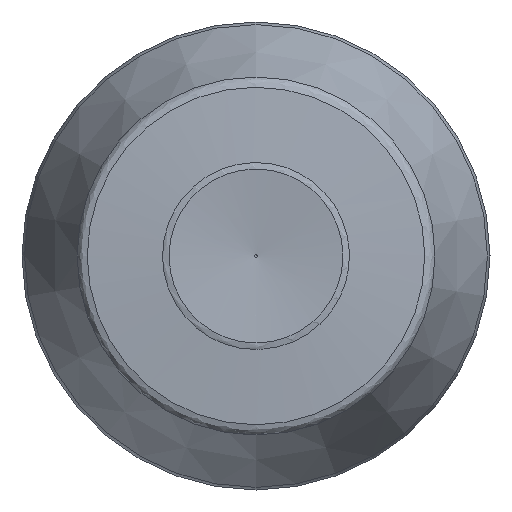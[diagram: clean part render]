
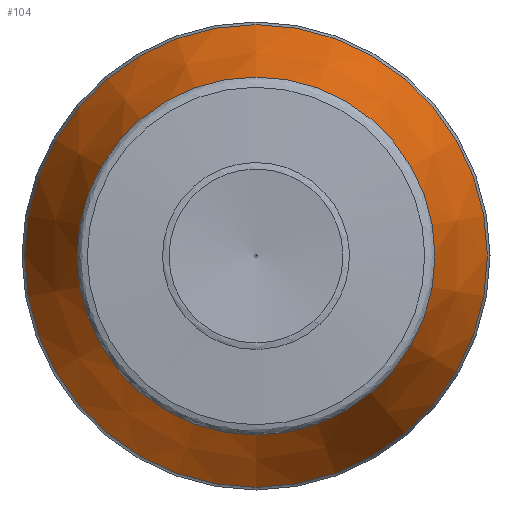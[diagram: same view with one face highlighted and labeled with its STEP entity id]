
A CAD part, left-side view. The second image highlights one B-rep face of the part: STEP entity #104.
In plain terms, the highlighted conical face has half-angle 20.556 degrees and reference radius 16.809 mm.
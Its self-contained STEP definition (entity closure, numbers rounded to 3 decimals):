
#82=CONICAL_SURFACE('',#420,16.809,20.556);
#104=ADVANCED_FACE('',(#156,#157),#82,.T.);
#156=FACE_BOUND('',#211,.T.);
#157=FACE_BOUND('',#212,.T.);
#211=EDGE_LOOP('',(#269));
#212=EDGE_LOOP('',(#270));
#269=ORIENTED_EDGE('',*,*,#342,.T.);
#270=ORIENTED_EDGE('',*,*,#341,.F.);
#312=VERTEX_POINT('',#613);
#313=VERTEX_POINT('',#616);
#341=EDGE_CURVE('',#312,#312,#370,.T.);
#342=EDGE_CURVE('',#313,#313,#371,.T.);
#370=CIRCLE('',#417,16.809);
#371=CIRCLE('',#419,12.818);
#417=AXIS2_PLACEMENT_3D('',#612,#502,#503);
#419=AXIS2_PLACEMENT_3D('',#615,#506,#507);
#420=AXIS2_PLACEMENT_3D('',#617,#508,#509);
#502=DIRECTION('',(1.,0.,0.));
#503=DIRECTION('',(0.,0.,1.));
#506=DIRECTION('',(1.,0.,0.));
#507=DIRECTION('',(0.,0.,1.));
#508=DIRECTION('',(1.,0.,0.));
#509=DIRECTION('',(0.,0.,-1.));
#612=CARTESIAN_POINT('',(94.491,0.,0.));
#613=CARTESIAN_POINT('',(94.491,0.,16.809));
#615=CARTESIAN_POINT('',(83.849,0.,0.));
#616=CARTESIAN_POINT('',(83.849,0.,12.818));
#617=CARTESIAN_POINT('',(94.491,0.,0.));
